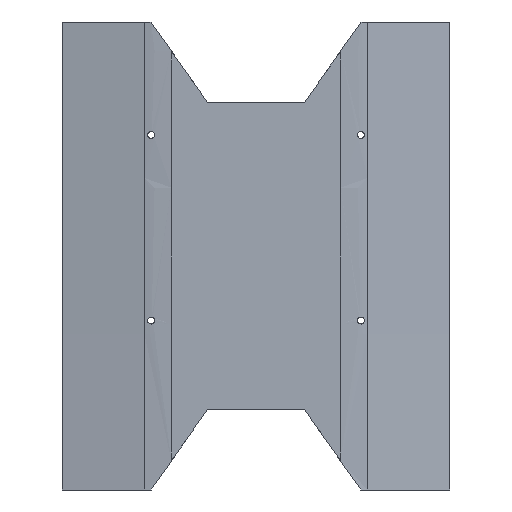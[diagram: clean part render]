
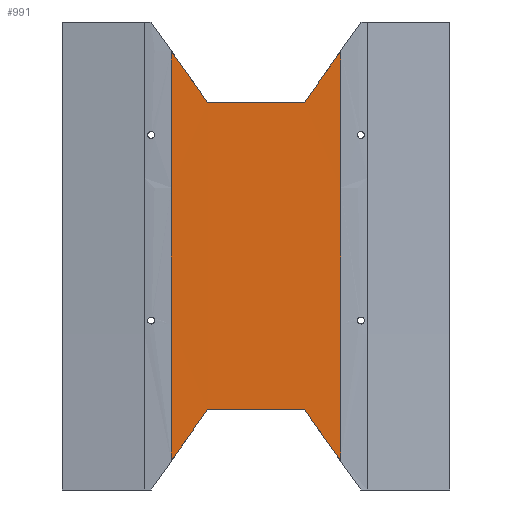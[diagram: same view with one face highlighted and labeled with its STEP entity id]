
A CAD part, front view. The second image highlights one B-rep face of the part: STEP entity #991.
In plain terms, the highlighted cylindrical face has radius 30000 mm (diameter 60000 mm), a partial arc.
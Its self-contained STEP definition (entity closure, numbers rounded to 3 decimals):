
#16=CYLINDRICAL_SURFACE('',#1090,30000.);
#67=CIRCLE('',#1087,30000.);
#69=CIRCLE('',#1093,30000.);
#103=FACE_OUTER_BOUND('',#168,.T.);
#168=EDGE_LOOP('',(#741,#742,#743,#744,#745,#746,#747,#748));
#217=ELLIPSE('',#1059,36623.238,30000.);
#220=ELLIPSE('',#1063,36623.238,30000.);
#223=ELLIPSE('',#1091,36623.238,30000.);
#224=ELLIPSE('',#1092,36623.238,30000.);
#230=LINE('',#1485,#306);
#247=LINE('',#1840,#323);
#306=VECTOR('',#1179,10.);
#323=VECTOR('',#1250,10.);
#408=VERTEX_POINT('',#1448);
#409=VERTEX_POINT('',#1455);
#413=VERTEX_POINT('',#1464);
#414=VERTEX_POINT('',#1466);
#451=VERTEX_POINT('',#1664);
#460=VERTEX_POINT('',#1837);
#461=VERTEX_POINT('',#1839);
#462=VERTEX_POINT('',#1841);
#508=EDGE_CURVE('',#409,#408,#217,.T.);
#513=EDGE_CURVE('',#414,#413,#220,.T.);
#518=EDGE_CURVE('',#413,#409,#230,.T.);
#561=EDGE_CURVE('',#451,#408,#67,.T.);
#571=EDGE_CURVE('',#451,#460,#223,.T.);
#572=EDGE_CURVE('',#460,#461,#247,.T.);
#573=EDGE_CURVE('',#461,#462,#224,.T.);
#574=EDGE_CURVE('',#414,#462,#69,.T.);
#741=ORIENTED_EDGE('',*,*,#508,.T.);
#742=ORIENTED_EDGE('',*,*,#561,.F.);
#743=ORIENTED_EDGE('',*,*,#571,.T.);
#744=ORIENTED_EDGE('',*,*,#572,.T.);
#745=ORIENTED_EDGE('',*,*,#573,.T.);
#746=ORIENTED_EDGE('',*,*,#574,.F.);
#747=ORIENTED_EDGE('',*,*,#513,.T.);
#748=ORIENTED_EDGE('',*,*,#518,.T.);
#991=ADVANCED_FACE('',(#103),#16,.F.);
#1059=AXIS2_PLACEMENT_3D('',#1456,#1163,#1164);
#1063=AXIS2_PLACEMENT_3D('',#1467,#1173,#1174);
#1087=AXIS2_PLACEMENT_3D('',#1671,#1240,#1241);
#1090=AXIS2_PLACEMENT_3D('',#1836,#1246,#1247);
#1091=AXIS2_PLACEMENT_3D('',#1838,#1248,#1249);
#1092=AXIS2_PLACEMENT_3D('',#1842,#1251,#1252);
#1093=AXIS2_PLACEMENT_3D('',#1843,#1253,#1254);
#1163=DIRECTION('center_axis',(-0.819,0.,-0.574));
#1164=DIRECTION('ref_axis',(-0.574,0.,0.819));
#1173=DIRECTION('center_axis',(0.819,0.,-0.574));
#1174=DIRECTION('ref_axis',(0.574,0.,0.819));
#1179=DIRECTION('',(1.,0.,0.));
#1240=DIRECTION('center_axis',(-1.,0.,0.));
#1241=DIRECTION('ref_axis',(0.,1.,-0.006));
#1246=DIRECTION('center_axis',(1.,0.,0.));
#1247=DIRECTION('ref_axis',(0.,1.,0.));
#1248=DIRECTION('center_axis',(-0.819,0.,0.574));
#1249=DIRECTION('ref_axis',(0.574,0.,0.819));
#1250=DIRECTION('',(-1.,0.,0.));
#1251=DIRECTION('center_axis',(0.819,0.,0.574));
#1252=DIRECTION('ref_axis',(-0.574,0.,0.819));
#1253=DIRECTION('center_axis',(1.,0.,0.));
#1254=DIRECTION('ref_axis',(0.,1.,-0.006));
#1448=CARTESIAN_POINT('',(52.447,-0.001,-7.058));
#1455=CARTESIAN_POINT('',(30.,-0.01,25.));
#1456=CARTESIAN_POINT('Origin',(47.505,-30000.,0.));
#1464=CARTESIAN_POINT('',(-30.,-0.01,25.));
#1466=CARTESIAN_POINT('',(-52.447,-0.001,-7.058));
#1467=CARTESIAN_POINT('Origin',(-47.505,-30000.,0.));
#1485=CARTESIAN_POINT('',(0.,-0.01,25.));
#1664=CARTESIAN_POINT('',(52.447,-1.017,247.058));
#1671=CARTESIAN_POINT('Origin',(52.447,-30000.,0.));
#1836=CARTESIAN_POINT('Origin',(0.,-30000.,0.));
#1837=CARTESIAN_POINT('',(30.,-0.77,215.));
#1838=CARTESIAN_POINT('Origin',(-120.545,-30000.,0.));
#1839=CARTESIAN_POINT('',(-30.,-0.77,215.));
#1840=CARTESIAN_POINT('',(0.,-0.77,215.));
#1841=CARTESIAN_POINT('',(-52.447,-1.017,247.058));
#1842=CARTESIAN_POINT('Origin',(120.545,-30000.,0.));
#1843=CARTESIAN_POINT('Origin',(-52.447,-30000.,0.));
